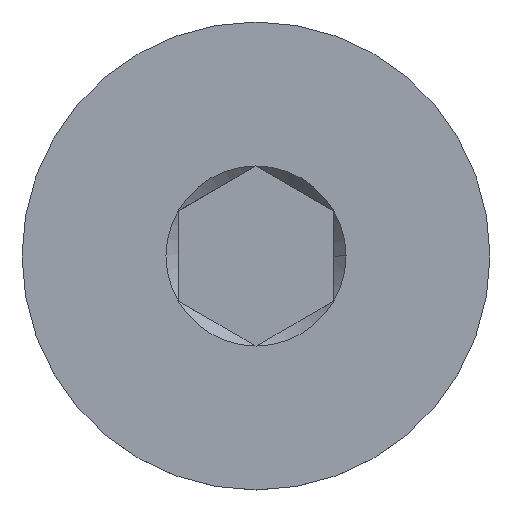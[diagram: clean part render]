
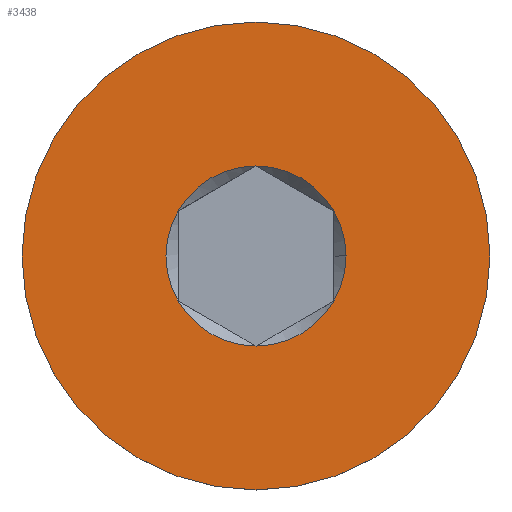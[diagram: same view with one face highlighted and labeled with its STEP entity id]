
A CAD part, top view. The second image highlights one B-rep face of the part: STEP entity #3438.
In plain terms, the highlighted planar face has unit normal (0, 0, 1).
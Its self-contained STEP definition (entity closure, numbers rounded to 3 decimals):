
#4 = VERTEX_POINT ( 'NONE', #1773 ) ;
#5 = VERTEX_POINT ( 'NONE', #1771 ) ;
#6 = VERTEX_POINT ( 'NONE', #1769 ) ;
#12 = VERTEX_POINT ( 'NONE', #1762 ) ;
#488 = CARTESIAN_POINT ( 'NONE',  ( 1., -0.577, 0. ) ) ;
#546 = CARTESIAN_POINT ( 'NONE',  ( 0., 1.155, 0. ) ) ;
#1022 = CARTESIAN_POINT ( 'NONE',  ( 0., -1.155, 0. ) ) ;
#1050 = CARTESIAN_POINT ( 'NONE',  ( -1., -0.577, 0. ) ) ;
#1060 = CARTESIAN_POINT ( 'NONE',  ( -1., 0.577, 0. ) ) ;
#1313 = CIRCLE ( 'NONE', #4194, 1.155 ) ;
#1314 = CIRCLE ( 'NONE', #4195, 1.155 ) ;
#1316 = CIRCLE ( 'NONE', #4193, 3. ) ;
#1317 = CIRCLE ( 'NONE', #4196, 1.155 ) ;
#1318 = CIRCLE ( 'NONE', #4197, 1.155 ) ;
#1319 = CIRCLE ( 'NONE', #4198, 1.155 ) ;
#1320 = CIRCLE ( 'NONE', #4199, 1.155 ) ;
#1339 = CIRCLE ( 'NONE', #4200, 1.155 ) ;
#1352 = CIRCLE ( 'NONE', #4205, 3. ) ;
#1553 = FACE_BOUND ( 'NONE', #4001, .T. ) ;
#1557 = FACE_OUTER_BOUND ( 'NONE', #4023, .T. ) ;
#1762 = CARTESIAN_POINT ( 'NONE',  ( 0., -3., 0. ) ) ;
#1769 = CARTESIAN_POINT ( 'NONE',  ( 1., 0.577, 0. ) ) ;
#1771 = CARTESIAN_POINT ( 'NONE',  ( 0., 3., 0. ) ) ;
#1773 = CARTESIAN_POINT ( 'NONE',  ( 1.155, 0., 0. ) ) ;
#1776 = DIRECTION ( 'NONE',  ( 1., 0., 0. ) ) ;
#1777 = DIRECTION ( 'NONE',  ( 0., 0., 1. ) ) ;
#1778 = CARTESIAN_POINT ( 'NONE',  ( 0., 0., 0. ) ) ;
#1779 = DIRECTION ( 'NONE',  ( 1., 0., 0. ) ) ;
#1780 = DIRECTION ( 'NONE',  ( 0., 0., 1. ) ) ;
#1781 = CARTESIAN_POINT ( 'NONE',  ( 0., 0., 0. ) ) ;
#1782 = DIRECTION ( 'NONE',  ( 1., 0., 0. ) ) ;
#1783 = DIRECTION ( 'NONE',  ( 0., 0., 1. ) ) ;
#1784 = CARTESIAN_POINT ( 'NONE',  ( 0., 0., 0. ) ) ;
#1785 = DIRECTION ( 'NONE',  ( 1., 0., 0. ) ) ;
#1786 = DIRECTION ( 'NONE',  ( 0., 0., 1. ) ) ;
#1787 = CARTESIAN_POINT ( 'NONE',  ( 0., 0., 0. ) ) ;
#1788 = DIRECTION ( 'NONE',  ( 0., -1., 0. ) ) ;
#1789 = DIRECTION ( 'NONE',  ( 0., 0., 1. ) ) ;
#1790 = CARTESIAN_POINT ( 'NONE',  ( 0., 0., 0. ) ) ;
#2423 = EDGE_CURVE ( 'NONE', #5, #12, #1316, .T. ) ;
#2424 = EDGE_CURVE ( 'NONE', #3300, #3473, #1313, .T. ) ;
#2425 = EDGE_CURVE ( 'NONE', #3314, #3300, #1314, .T. ) ;
#2426 = EDGE_CURVE ( 'NONE', #3318, #3314, #1317, .T. ) ;
#2427 = EDGE_CURVE ( 'NONE', #3972, #3318, #1318, .T. ) ;
#2428 = EDGE_CURVE ( 'NONE', #6, #3972, #1319, .T. ) ;
#2429 = EDGE_CURVE ( 'NONE', #3473, #4, #1320, .T. ) ;
#2452 = EDGE_CURVE ( 'NONE', #4, #6, #1339, .T. ) ;
#2465 = EDGE_CURVE ( 'NONE', #12, #5, #1352, .T. ) ;
#2622 = CARTESIAN_POINT ( 'NONE',  ( 0., -1.5, 0. ) ) ;
#2626 = PLANE ( 'NONE',  #4139 ) ;
#2628 = DIRECTION ( 'NONE',  ( 0., 0., 1. ) ) ;
#2629 = DIRECTION ( 'NONE',  ( 0., -1., 0. ) ) ;
#3300 = VERTEX_POINT ( 'NONE', #1022 ) ;
#3314 = VERTEX_POINT ( 'NONE', #1050 ) ;
#3318 = VERTEX_POINT ( 'NONE', #1060 ) ;
#3438 = ADVANCED_FACE ( 'NONE', ( #1553, #1557 ), #2626, .T. ) ;
#3473 = VERTEX_POINT ( 'NONE', #488 ) ;
#3700 = ORIENTED_EDGE ( 'NONE', *, *, #2424, .F. ) ;
#3701 = ORIENTED_EDGE ( 'NONE', *, *, #2425, .F. ) ;
#3702 = ORIENTED_EDGE ( 'NONE', *, *, #2426, .F. ) ;
#3703 = ORIENTED_EDGE ( 'NONE', *, *, #2427, .F. ) ;
#3704 = ORIENTED_EDGE ( 'NONE', *, *, #2428, .F. ) ;
#3705 = ORIENTED_EDGE ( 'NONE', *, *, #2452, .F. ) ;
#3706 = ORIENTED_EDGE ( 'NONE', *, *, #2429, .F. ) ;
#3707 = ORIENTED_EDGE ( 'NONE', *, *, #2465, .T. ) ;
#3708 = ORIENTED_EDGE ( 'NONE', *, *, #2423, .T. ) ;
#3972 = VERTEX_POINT ( 'NONE', #546 ) ;
#4001 = EDGE_LOOP ( 'NONE', ( #3700, #3701, #3702, #3703, #3704, #3705, #3706 ) ) ;
#4023 = EDGE_LOOP ( 'NONE', ( #3707, #3708 ) ) ;
#4139 = AXIS2_PLACEMENT_3D ( 'NONE', #2622, #2628, #2629 ) ;
#4193 = AXIS2_PLACEMENT_3D ( 'NONE', #1790, #1789, #1788 ) ;
#4194 = AXIS2_PLACEMENT_3D ( 'NONE', #1787, #1786, #1785 ) ;
#4195 = AXIS2_PLACEMENT_3D ( 'NONE', #1784, #1783, #1782 ) ;
#4196 = AXIS2_PLACEMENT_3D ( 'NONE', #1781, #1780, #1779 ) ;
#4197 = AXIS2_PLACEMENT_3D ( 'NONE', #1778, #1777, #1776 ) ;
#4198 = AXIS2_PLACEMENT_3D ( 'NONE', #4544, #4542, #4546 ) ;
#4199 = AXIS2_PLACEMENT_3D ( 'NONE', #4548, #4550, #4547 ) ;
#4200 = AXIS2_PLACEMENT_3D ( 'NONE', #4318, #4478, #4244 ) ;
#4205 = AXIS2_PLACEMENT_3D ( 'NONE', #4249, #4271, #4463 ) ;
#4244 = DIRECTION ( 'NONE',  ( 1., 0., 0. ) ) ;
#4249 = CARTESIAN_POINT ( 'NONE',  ( 0., 0., 0. ) ) ;
#4271 = DIRECTION ( 'NONE',  ( 0., 0., 1. ) ) ;
#4318 = CARTESIAN_POINT ( 'NONE',  ( 0., 0., 0. ) ) ;
#4463 = DIRECTION ( 'NONE',  ( 0., -1., 0. ) ) ;
#4478 = DIRECTION ( 'NONE',  ( 0., 0., 1. ) ) ;
#4542 = DIRECTION ( 'NONE',  ( 0., 0., 1. ) ) ;
#4544 = CARTESIAN_POINT ( 'NONE',  ( 0., 0., 0. ) ) ;
#4546 = DIRECTION ( 'NONE',  ( 1., 0., 0. ) ) ;
#4547 = DIRECTION ( 'NONE',  ( 1., 0., 0. ) ) ;
#4548 = CARTESIAN_POINT ( 'NONE',  ( 0., 0., 0. ) ) ;
#4550 = DIRECTION ( 'NONE',  ( 0., 0., 1. ) ) ;
